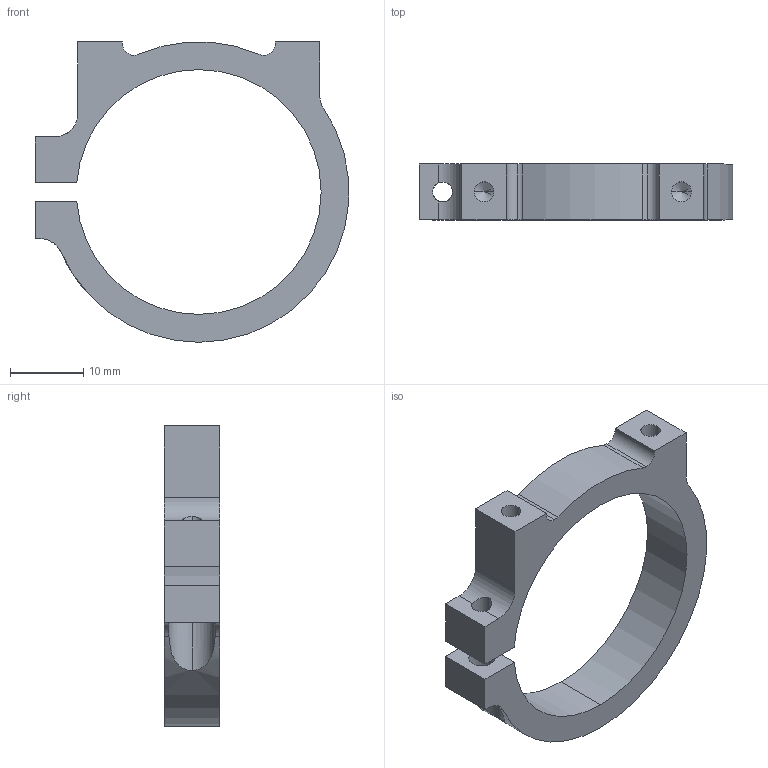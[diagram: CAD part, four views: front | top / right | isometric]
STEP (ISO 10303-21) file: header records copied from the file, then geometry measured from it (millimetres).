
FILE_DESCRIPTION (( 'STEP AP203' ), '1' );
FILE_NAME ('585524.STEP', '2014-07-15T15:09:53', ( 'Kyle' ), ( 'Microsoft' ), 'SwSTEP 2.0', 'SolidWorks 2014', '' );
FILE_SCHEMA (( 'CONFIG_CONTROL_DESIGN' ));
Length unit declared in the file: inch
Products named in the file (1): 585524
Bounding box: 42.76 x 7.62 x 41.02 mm (x, y, z)
Volume: 3754 mm3; surface area: 3272.3 mm2
Topology: 1 solids, 1 shells, 44 faces, 125 edges, 80 vertices
Faces by surface type: cylinder 24, plane 16, cone 4
Entity records: 1562 total; most frequent: CARTESIAN_POINT 318, DIRECTION 251, ORIENTED_EDGE 242, EDGE_CURVE 121, AXIS2_PLACEMENT_3D 91, VERTEX_POINT 80, LINE 69, VECTOR 69
